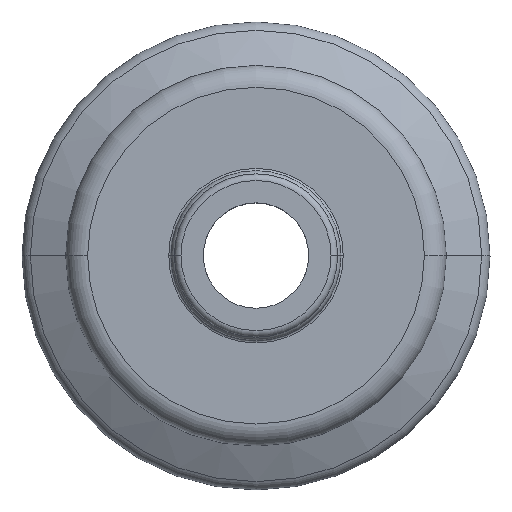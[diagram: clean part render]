
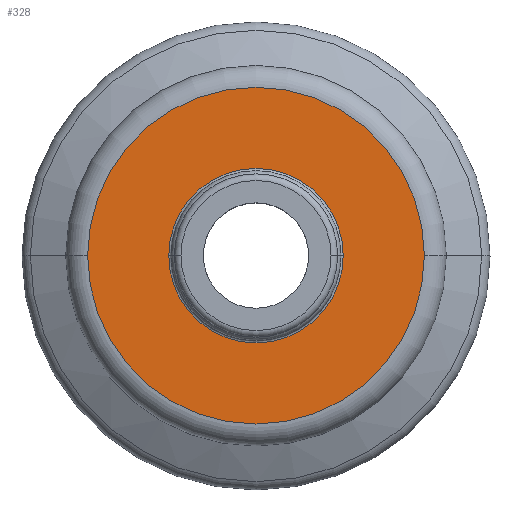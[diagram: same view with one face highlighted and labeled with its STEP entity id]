
A CAD part, top view. The second image highlights one B-rep face of the part: STEP entity #328.
In plain terms, the highlighted planar face has unit normal (0, 0, 1).
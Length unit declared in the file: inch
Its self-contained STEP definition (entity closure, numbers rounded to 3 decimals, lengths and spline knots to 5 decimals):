
#44 = EDGE_CURVE ( 'NONE', #228, #229, #1382, .T. ) ;
#48 = EDGE_CURVE ( 'NONE', #2321, #2322, #1385, .T. ) ;
#228 = VERTEX_POINT ( 'NONE', #461 ) ;
#229 = VERTEX_POINT ( 'NONE', #466 ) ;
#328 = ADVANCED_FACE ( 'NONE', ( #2203, #2192 ), #857, .F. ) ;
#363 = CIRCLE ( 'NONE', #1144, 0.62013 ) ;
#461 = CARTESIAN_POINT ( 'NONE',  ( 1.19675, 0., -0.511 ) ) ;
#466 = CARTESIAN_POINT ( 'NONE',  ( -1.19675, 0., -0.511 ) ) ;
#591 = AXIS2_PLACEMENT_3D ( 'NONE', #854, #859, #860 ) ;
#605 = AXIS2_PLACEMENT_3D ( 'NONE', #1509, #1510, #1511 ) ;
#782 = EDGE_CURVE ( 'NONE', #229, #228, #2243, .T. ) ;
#854 = CARTESIAN_POINT ( 'NONE',  ( 0., 0.62013, -0.511 ) ) ;
#857 = PLANE ( 'NONE',  #591 ) ;
#859 = DIRECTION ( 'NONE',  ( 0., 0., -1. ) ) ;
#860 = DIRECTION ( 'NONE',  ( -1., 0., 0. ) ) ;
#916 = EDGE_CURVE ( 'NONE', #2322, #2321, #363, .T. ) ;
#945 = CARTESIAN_POINT ( 'NONE',  ( 0., 0., -0.511 ) ) ;
#946 = DIRECTION ( 'NONE',  ( 0., 0., 1. ) ) ;
#947 = DIRECTION ( 'NONE',  ( 1., 0., 0. ) ) ;
#958 = CARTESIAN_POINT ( 'NONE',  ( 0., 0., -0.511 ) ) ;
#959 = DIRECTION ( 'NONE',  ( 0., 0., 1. ) ) ;
#960 = DIRECTION ( 'NONE',  ( 1., 0., 0. ) ) ;
#1026 = CARTESIAN_POINT ( 'NONE',  ( -0.62013, 0., -0.511 ) ) ;
#1027 = CARTESIAN_POINT ( 'NONE',  ( 0.62013, 0., -0.511 ) ) ;
#1144 = AXIS2_PLACEMENT_3D ( 'NONE', #1674, #1675, #1676 ) ;
#1249 = AXIS2_PLACEMENT_3D ( 'NONE', #945, #946, #947 ) ;
#1253 = AXIS2_PLACEMENT_3D ( 'NONE', #958, #959, #960 ) ;
#1382 = CIRCLE ( 'NONE', #1249, 1.19675 ) ;
#1385 = CIRCLE ( 'NONE', #1253, 0.62013 ) ;
#1509 = CARTESIAN_POINT ( 'NONE',  ( 0., 0., -0.511 ) ) ;
#1510 = DIRECTION ( 'NONE',  ( 0., 0., 1. ) ) ;
#1511 = DIRECTION ( 'NONE',  ( 1., 0., 0. ) ) ;
#1674 = CARTESIAN_POINT ( 'NONE',  ( 0., 0., -0.511 ) ) ;
#1675 = DIRECTION ( 'NONE',  ( 0., 0., 1. ) ) ;
#1676 = DIRECTION ( 'NONE',  ( 1., 0., 0. ) ) ;
#1861 = ORIENTED_EDGE ( 'NONE', *, *, #916, .F. ) ;
#1955 = EDGE_LOOP ( 'NONE', ( #2003, #2002 ) ) ;
#1960 = EDGE_LOOP ( 'NONE', ( #1861, #2004 ) ) ;
#2002 = ORIENTED_EDGE ( 'NONE', *, *, #782, .T. ) ;
#2003 = ORIENTED_EDGE ( 'NONE', *, *, #44, .T. ) ;
#2004 = ORIENTED_EDGE ( 'NONE', *, *, #48, .F. ) ;
#2192 = FACE_OUTER_BOUND ( 'NONE', #1955, .T. ) ;
#2203 = FACE_BOUND ( 'NONE', #1960, .T. ) ;
#2243 = CIRCLE ( 'NONE', #605, 1.19675 ) ;
#2321 = VERTEX_POINT ( 'NONE', #1026 ) ;
#2322 = VERTEX_POINT ( 'NONE', #1027 ) ;
